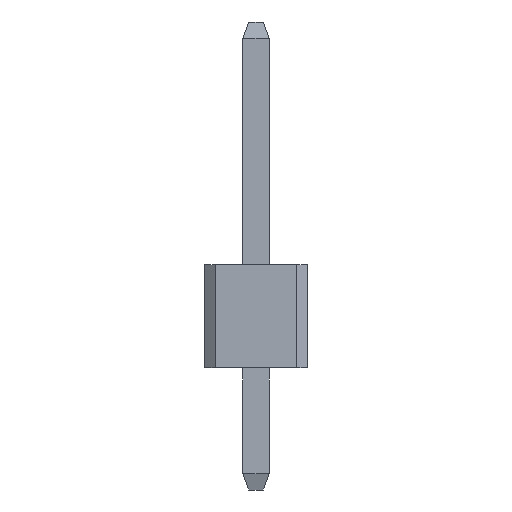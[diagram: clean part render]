
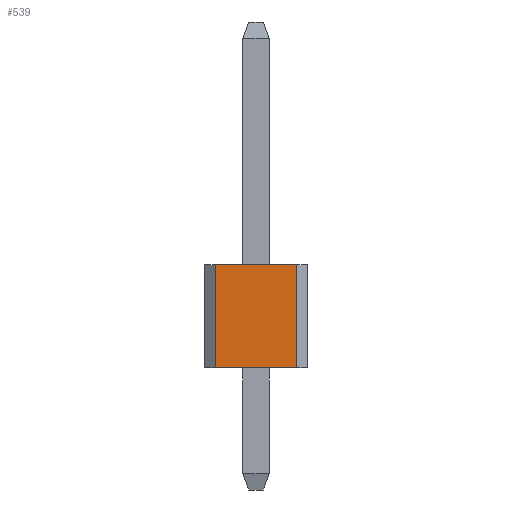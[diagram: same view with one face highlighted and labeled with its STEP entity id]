
A CAD part, front view. The second image highlights one B-rep face of the part: STEP entity #539.
In plain terms, the highlighted planar face has unit normal (0, -1, 0).
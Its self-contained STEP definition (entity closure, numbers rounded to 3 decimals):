
#3 = VECTOR ( 'NONE', #1477, 1000. ) ;
#114 = VERTEX_POINT ( 'NONE', #721 ) ;
#152 = CARTESIAN_POINT ( 'NONE',  ( -1., -1.27, 5.54 ) ) ;
#154 = ORIENTED_EDGE ( 'NONE', *, *, #1475, .F. ) ;
#166 = AXIS2_PLACEMENT_3D ( 'NONE', #1469, #183, #733 ) ;
#183 = DIRECTION ( 'NONE',  ( 0., -1., 0. ) ) ;
#216 = ORIENTED_EDGE ( 'NONE', *, *, #330, .T. ) ;
#322 = VECTOR ( 'NONE', #984, 1000. ) ;
#330 = EDGE_CURVE ( 'NONE', #695, #114, #997, .T. ) ;
#492 = CARTESIAN_POINT ( 'NONE',  ( 1., -1.27, 5.54 ) ) ;
#515 = VECTOR ( 'NONE', #786, 1000. ) ;
#539 = ADVANCED_FACE ( 'NONE', ( #857 ), #1223, .T. ) ;
#572 = CARTESIAN_POINT ( 'NONE',  ( 1., -1.27, 5.54 ) ) ;
#610 = ORIENTED_EDGE ( 'NONE', *, *, #1234, .T. ) ;
#646 = CARTESIAN_POINT ( 'NONE',  ( 1., -1.27, 3. ) ) ;
#695 = VERTEX_POINT ( 'NONE', #152 ) ;
#721 = CARTESIAN_POINT ( 'NONE',  ( -1., -1.27, 3. ) ) ;
#730 = LINE ( 'NONE', #1213, #1348 ) ;
#733 = DIRECTION ( 'NONE',  ( 0., 0., -1. ) ) ;
#786 = DIRECTION ( 'NONE',  ( 0., 0., -1. ) ) ;
#817 = EDGE_LOOP ( 'NONE', ( #1283, #154, #610, #216 ) ) ;
#857 = FACE_OUTER_BOUND ( 'NONE', #817, .T. ) ;
#974 = VERTEX_POINT ( 'NONE', #492 ) ;
#977 = EDGE_CURVE ( 'NONE', #1071, #114, #730, .T. ) ;
#984 = DIRECTION ( 'NONE',  ( -1., 0., 0. ) ) ;
#997 = LINE ( 'NONE', #1365, #3 ) ;
#1010 = CARTESIAN_POINT ( 'NONE',  ( -1., -1.27, 5.54 ) ) ;
#1071 = VERTEX_POINT ( 'NONE', #646 ) ;
#1084 = DIRECTION ( 'NONE',  ( -1., 0., 0. ) ) ;
#1103 = LINE ( 'NONE', #1010, #322 ) ;
#1163 = LINE ( 'NONE', #572, #515 ) ;
#1213 = CARTESIAN_POINT ( 'NONE',  ( -1., -1.27, 3. ) ) ;
#1223 = PLANE ( 'NONE',  #166 ) ;
#1234 = EDGE_CURVE ( 'NONE', #974, #695, #1103, .T. ) ;
#1283 = ORIENTED_EDGE ( 'NONE', *, *, #977, .F. ) ;
#1348 = VECTOR ( 'NONE', #1084, 1000. ) ;
#1365 = CARTESIAN_POINT ( 'NONE',  ( -1., -1.27, 5.54 ) ) ;
#1469 = CARTESIAN_POINT ( 'NONE',  ( -1., -1.27, 5.54 ) ) ;
#1475 = EDGE_CURVE ( 'NONE', #974, #1071, #1163, .T. ) ;
#1477 = DIRECTION ( 'NONE',  ( 0., 0., -1. ) ) ;
